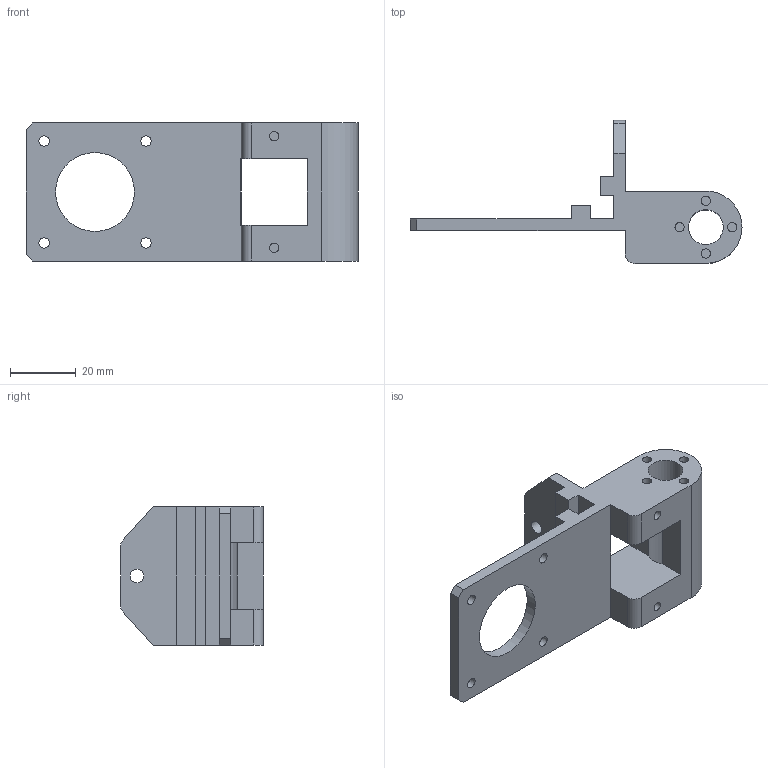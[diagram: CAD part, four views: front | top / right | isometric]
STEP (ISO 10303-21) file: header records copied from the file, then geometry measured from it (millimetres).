
FILE_DESCRIPTION(('FreeCAD Model'),'2;1');
FILE_NAME('Open CASCADE Shape Model','2022-04-16T10:02:33',('Author'),( ''),'Open CASCADE STEP processor 7.5','FreeCAD','Unknown');
FILE_SCHEMA(('AUTOMOTIVE_DESIGN { 1 0 10303 214 1 1 1 1 }'));
Length unit declared in the file: millimetre
Products named in the file (1): Fusion
Bounding box: 101 x 43.5 x 42 mm (x, y, z)
Volume: 31589.9 mm3; surface area: 15620.1 mm2
Topology: 1 solids, 1 shells, 54 faces, 147 edges, 98 vertices
Faces by surface type: plane 36, cylinder 18
Full cylindrical faces by diameter (mm): 2.8 x6, 3.2 x4, 4.2 x1, 10.6 x1, 24 x1
Entity records: 4046 total; most frequent: CARTESIAN_POINT 684, DIRECTION 574, LINE 365, VECTOR 365, ORIENTED_EDGE 294, PCURVE 294, DEFINITIONAL_REPRESENTATION 294, EDGE_CURVE 147
